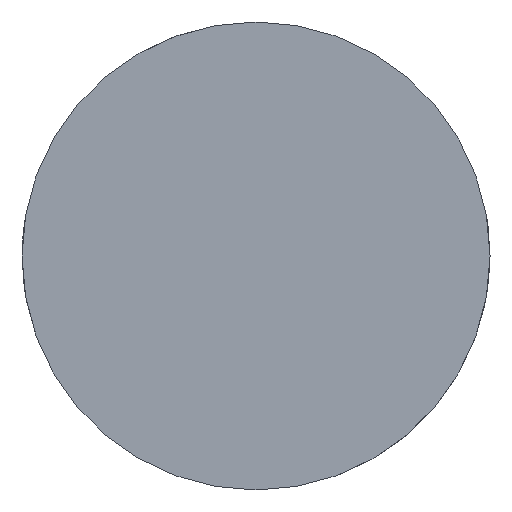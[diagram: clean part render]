
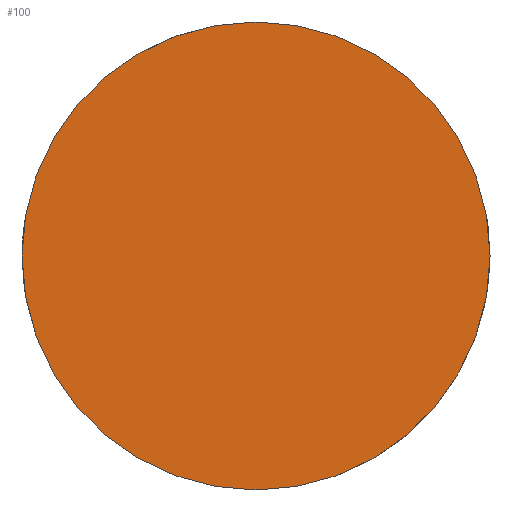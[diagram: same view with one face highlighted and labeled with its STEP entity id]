
A CAD part, front view. The second image highlights one B-rep face of the part: STEP entity #100.
In plain terms, the highlighted planar face has unit normal (0, -1, 0).
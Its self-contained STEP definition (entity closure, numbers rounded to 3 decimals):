
#72 = ORIENTED_EDGE ( 'NONE', *, *, #829, .F. ) ;
#84 = EDGE_LOOP ( 'NONE', ( #85, #72 ) ) ;
#85 = ORIENTED_EDGE ( 'NONE', *, *, #819, .F. ) ;
#100 = ADVANCED_FACE ( 'NONE', ( #563 ), #569, .T. ) ;
#525 = DIRECTION ( 'NONE',  ( 0., -1., 0. ) ) ;
#526 = CARTESIAN_POINT ( 'NONE',  ( -50., 0., 0. ) ) ;
#554 = AXIS2_PLACEMENT_3D ( 'NONE', #526, #525, #607 ) ;
#563 = FACE_OUTER_BOUND ( 'NONE', #84, .T. ) ;
#569 = PLANE ( 'NONE',  #554 ) ;
#607 = DIRECTION ( 'NONE',  ( 0., 0., -1. ) ) ;
#807 = VERTEX_POINT ( 'NONE', #2006 ) ;
#818 = VERTEX_POINT ( 'NONE', #2084 ) ;
#819 = EDGE_CURVE ( 'NONE', #818, #807, #2088, .T. ) ;
#829 = EDGE_CURVE ( 'NONE', #807, #818, #2005, .T. ) ;
#2005 = CIRCLE ( 'NONE', #2079, 50. ) ;
#2006 = CARTESIAN_POINT ( 'NONE',  ( 0., 0., -50. ) ) ;
#2070 = DIRECTION ( 'NONE',  ( 0., 0., 1. ) ) ;
#2071 = DIRECTION ( 'NONE',  ( 0., 1., 0. ) ) ;
#2072 = CARTESIAN_POINT ( 'NONE',  ( 0., 0., 0. ) ) ;
#2076 = DIRECTION ( 'NONE',  ( 0., 0., 1. ) ) ;
#2077 = DIRECTION ( 'NONE',  ( 0., 1., 0. ) ) ;
#2078 = CARTESIAN_POINT ( 'NONE',  ( 0., 0., 0. ) ) ;
#2079 = AXIS2_PLACEMENT_3D ( 'NONE', #2072, #2071, #2070 ) ;
#2084 = CARTESIAN_POINT ( 'NONE',  ( 0., 0., 50. ) ) ;
#2088 = CIRCLE ( 'NONE', #2093, 50. ) ;
#2093 = AXIS2_PLACEMENT_3D ( 'NONE', #2078, #2077, #2076 ) ;
